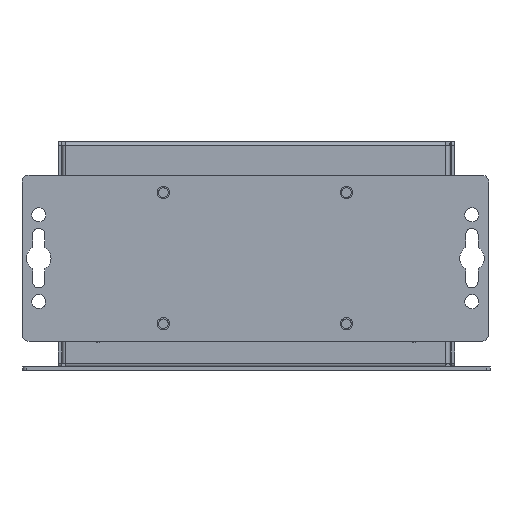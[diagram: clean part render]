
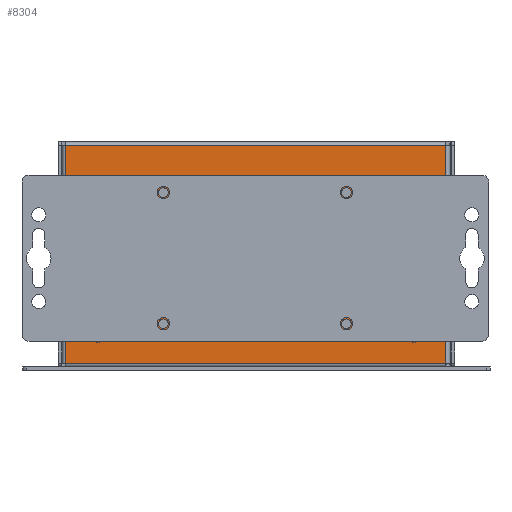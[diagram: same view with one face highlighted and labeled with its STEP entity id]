
A CAD part, front view. The second image highlights one B-rep face of the part: STEP entity #8304.
In plain terms, the highlighted planar face has unit normal (0, -1, 0).
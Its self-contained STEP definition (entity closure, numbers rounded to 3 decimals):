
#306=FACE_BOUND('',#1289,.T.);
#307=FACE_BOUND('',#1290,.T.);
#308=FACE_BOUND('',#1291,.T.);
#309=FACE_BOUND('',#1292,.T.);
#310=FACE_BOUND('',#1293,.T.);
#311=FACE_BOUND('',#1294,.T.);
#312=FACE_BOUND('',#1295,.T.);
#313=FACE_BOUND('',#1296,.T.);
#545=PLANE('',#8968);
#820=FACE_OUTER_BOUND('',#1288,.T.);
#1288=EDGE_LOOP('',(#6426,#6427,#6428,#6429));
#1289=EDGE_LOOP('',(#6430,#6431));
#1290=EDGE_LOOP('',(#6432));
#1291=EDGE_LOOP('',(#6433));
#1292=EDGE_LOOP('',(#6434));
#1293=EDGE_LOOP('',(#6435,#6436));
#1294=EDGE_LOOP('',(#6437,#6438));
#1295=EDGE_LOOP('',(#6439,#6440));
#1296=EDGE_LOOP('',(#6441,#6442));
#1797=LINE('',#11955,#2493);
#1813=LINE('',#11996,#2509);
#1997=LINE('',#12543,#2693);
#2004=LINE('',#12568,#2700);
#2493=VECTOR('',#9715,10.);
#2509=VECTOR('',#9763,10.);
#2693=VECTOR('',#10311,10.);
#2700=VECTOR('',#10354,10.);
#3118=CIRCLE('',#8654,1.375);
#3119=CIRCLE('',#8655,1.375);
#3121=CIRCLE('',#8658,1.375);
#3123=CIRCLE('',#8661,1.375);
#3125=CIRCLE('',#8664,1.375);
#3127=CIRCLE('',#8667,2.125);
#3128=CIRCLE('',#8668,2.125);
#3133=CIRCLE('',#8675,2.125);
#3134=CIRCLE('',#8676,2.125);
#3139=CIRCLE('',#8683,2.125);
#3140=CIRCLE('',#8684,2.125);
#3145=CIRCLE('',#8691,2.125);
#3146=CIRCLE('',#8692,2.125);
#3513=VERTEX_POINT('',#11687);
#3514=VERTEX_POINT('',#11688);
#3516=VERTEX_POINT('',#11695);
#3518=VERTEX_POINT('',#11701);
#3520=VERTEX_POINT('',#11707);
#3522=VERTEX_POINT('',#11713);
#3523=VERTEX_POINT('',#11714);
#3528=VERTEX_POINT('',#11729);
#3529=VERTEX_POINT('',#11730);
#3534=VERTEX_POINT('',#11745);
#3535=VERTEX_POINT('',#11746);
#3540=VERTEX_POINT('',#11761);
#3541=VERTEX_POINT('',#11762);
#3608=VERTEX_POINT('',#11952);
#3609=VERTEX_POINT('',#11954);
#3618=VERTEX_POINT('',#11995);
#3799=VERTEX_POINT('',#12541);
#4326=EDGE_CURVE('',#3513,#3514,#3118,.T.);
#4327=EDGE_CURVE('',#3514,#3513,#3119,.T.);
#4330=EDGE_CURVE('',#3516,#3516,#3121,.T.);
#4333=EDGE_CURVE('',#3518,#3518,#3123,.T.);
#4336=EDGE_CURVE('',#3520,#3520,#3125,.T.);
#4339=EDGE_CURVE('',#3522,#3523,#3127,.T.);
#4340=EDGE_CURVE('',#3523,#3522,#3128,.T.);
#4347=EDGE_CURVE('',#3528,#3529,#3133,.T.);
#4348=EDGE_CURVE('',#3529,#3528,#3134,.T.);
#4355=EDGE_CURVE('',#3534,#3535,#3139,.T.);
#4356=EDGE_CURVE('',#3535,#3534,#3140,.T.);
#4363=EDGE_CURVE('',#3540,#3541,#3145,.T.);
#4364=EDGE_CURVE('',#3541,#3540,#3146,.T.);
#4459=EDGE_CURVE('',#3609,#3608,#1797,.T.);
#4480=EDGE_CURVE('',#3618,#3609,#1813,.T.);
#4755=EDGE_CURVE('',#3608,#3799,#1997,.T.);
#4767=EDGE_CURVE('',#3799,#3618,#2004,.T.);
#6426=ORIENTED_EDGE('',*,*,#4459,.T.);
#6427=ORIENTED_EDGE('',*,*,#4755,.T.);
#6428=ORIENTED_EDGE('',*,*,#4767,.T.);
#6429=ORIENTED_EDGE('',*,*,#4480,.T.);
#6430=ORIENTED_EDGE('',*,*,#4326,.T.);
#6431=ORIENTED_EDGE('',*,*,#4327,.T.);
#6432=ORIENTED_EDGE('',*,*,#4330,.T.);
#6433=ORIENTED_EDGE('',*,*,#4333,.T.);
#6434=ORIENTED_EDGE('',*,*,#4336,.T.);
#6435=ORIENTED_EDGE('',*,*,#4339,.T.);
#6436=ORIENTED_EDGE('',*,*,#4340,.T.);
#6437=ORIENTED_EDGE('',*,*,#4347,.T.);
#6438=ORIENTED_EDGE('',*,*,#4348,.T.);
#6439=ORIENTED_EDGE('',*,*,#4355,.T.);
#6440=ORIENTED_EDGE('',*,*,#4356,.T.);
#6441=ORIENTED_EDGE('',*,*,#4363,.T.);
#6442=ORIENTED_EDGE('',*,*,#4364,.T.);
#8304=ADVANCED_FACE('',(#820,#306,#307,#308,#309,#310,#311,#312,#313),#545,
 .F.);
#8654=AXIS2_PLACEMENT_3D('',#11689,#9448,#9449);
#8655=AXIS2_PLACEMENT_3D('',#11690,#9450,#9451);
#8658=AXIS2_PLACEMENT_3D('',#11696,#9457,#9458);
#8661=AXIS2_PLACEMENT_3D('',#11702,#9464,#9465);
#8664=AXIS2_PLACEMENT_3D('',#11708,#9471,#9472);
#8667=AXIS2_PLACEMENT_3D('',#11715,#9478,#9479);
#8668=AXIS2_PLACEMENT_3D('',#11716,#9480,#9481);
#8675=AXIS2_PLACEMENT_3D('',#11731,#9496,#9497);
#8676=AXIS2_PLACEMENT_3D('',#11732,#9498,#9499);
#8683=AXIS2_PLACEMENT_3D('',#11747,#9514,#9515);
#8684=AXIS2_PLACEMENT_3D('',#11748,#9516,#9517);
#8691=AXIS2_PLACEMENT_3D('',#11763,#9532,#9533);
#8692=AXIS2_PLACEMENT_3D('',#11764,#9534,#9535);
#8968=AXIS2_PLACEMENT_3D('',#12571,#10359,#10360);
#9448=DIRECTION('center_axis',(0.,1.,0.));
#9449=DIRECTION('ref_axis',(1.,0.,0.));
#9450=DIRECTION('center_axis',(0.,1.,0.));
#9451=DIRECTION('ref_axis',(1.,0.,0.));
#9457=DIRECTION('center_axis',(0.,1.,0.));
#9458=DIRECTION('ref_axis',(-1.,0.,0.));
#9464=DIRECTION('center_axis',(0.,1.,0.));
#9465=DIRECTION('ref_axis',(-1.,0.,0.));
#9471=DIRECTION('center_axis',(0.,1.,0.));
#9472=DIRECTION('ref_axis',(-1.,0.,0.));
#9478=DIRECTION('center_axis',(0.,1.,0.));
#9479=DIRECTION('ref_axis',(1.,0.,0.));
#9480=DIRECTION('center_axis',(0.,1.,0.));
#9481=DIRECTION('ref_axis',(1.,0.,0.));
#9496=DIRECTION('center_axis',(0.,1.,0.));
#9497=DIRECTION('ref_axis',(1.,0.,0.));
#9498=DIRECTION('center_axis',(0.,1.,0.));
#9499=DIRECTION('ref_axis',(1.,0.,0.));
#9514=DIRECTION('center_axis',(0.,1.,0.));
#9515=DIRECTION('ref_axis',(1.,0.,0.));
#9516=DIRECTION('center_axis',(0.,1.,0.));
#9517=DIRECTION('ref_axis',(1.,0.,0.));
#9532=DIRECTION('center_axis',(0.,1.,0.));
#9533=DIRECTION('ref_axis',(1.,0.,0.));
#9534=DIRECTION('center_axis',(0.,1.,0.));
#9535=DIRECTION('ref_axis',(1.,0.,0.));
#9715=DIRECTION('',(1.,0.,0.));
#9763=DIRECTION('',(0.,0.,-1.));
#10311=DIRECTION('',(0.,0.,1.));
#10354=DIRECTION('',(-1.,0.,0.));
#10359=DIRECTION('center_axis',(0.,1.,0.));
#10360=DIRECTION('ref_axis',(0.,0.,1.));
#11687=CARTESIAN_POINT('',(-26.25,0.,-21.));
#11688=CARTESIAN_POINT('',(-27.625,0.,-19.625));
#11689=CARTESIAN_POINT('Origin',(-26.25,0.,-19.625));
#11690=CARTESIAN_POINT('Origin',(-26.25,0.,-19.625));
#11695=CARTESIAN_POINT('',(27.125,0.,17.625));
#11696=CARTESIAN_POINT('Origin',(25.75,0.,17.625));
#11701=CARTESIAN_POINT('',(-24.875,0.,17.625));
#11702=CARTESIAN_POINT('Origin',(-26.25,0.,17.625));
#11707=CARTESIAN_POINT('',(27.125,0.,-19.625));
#11708=CARTESIAN_POINT('Origin',(25.75,0.,-19.625));
#11713=CARTESIAN_POINT('',(-42.75,0.,14.25));
#11714=CARTESIAN_POINT('',(-47.,0.,14.25));
#11715=CARTESIAN_POINT('Origin',(-44.875,0.,14.25));
#11716=CARTESIAN_POINT('Origin',(-44.875,0.,14.25));
#11729=CARTESIAN_POINT('',(47.,0.,-22.75));
#11730=CARTESIAN_POINT('',(42.75,0.,-22.75));
#11731=CARTESIAN_POINT('Origin',(44.875,0.,-22.75));
#11732=CARTESIAN_POINT('Origin',(44.875,0.,-22.75));
#11745=CARTESIAN_POINT('',(47.,0.,-3.25));
#11746=CARTESIAN_POINT('',(42.75,0.,-3.25));
#11747=CARTESIAN_POINT('Origin',(44.875,0.,-3.25));
#11748=CARTESIAN_POINT('Origin',(44.875,0.,-3.25));
#11761=CARTESIAN_POINT('',(-42.75,0.,-22.75));
#11762=CARTESIAN_POINT('',(-47.,0.,-22.75));
#11763=CARTESIAN_POINT('Origin',(-44.875,0.,-22.75));
#11764=CARTESIAN_POINT('Origin',(-44.875,0.,-22.75));
#11952=CARTESIAN_POINT('',(54.025,0.,-30.9));
#11954=CARTESIAN_POINT('',(-54.025,0.,-30.9));
#11955=CARTESIAN_POINT('',(-27.013,0.,-30.9));
#11995=CARTESIAN_POINT('',(-54.025,0.,30.9));
#11996=CARTESIAN_POINT('',(-54.025,0.,15.45));
#12541=CARTESIAN_POINT('',(54.025,0.,30.9));
#12543=CARTESIAN_POINT('',(54.025,0.,-16.));
#12568=CARTESIAN_POINT('',(27.563,0.,30.9));
#12571=CARTESIAN_POINT('Origin',(0.,0.,0.));
